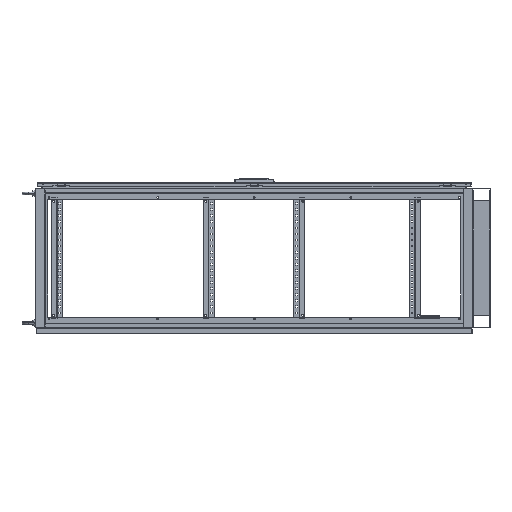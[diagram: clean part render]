
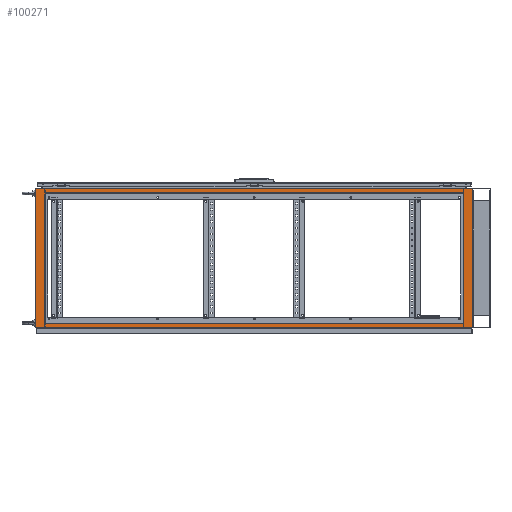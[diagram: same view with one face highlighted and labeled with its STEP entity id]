
A CAD part, left-side view. The second image highlights one B-rep face of the part: STEP entity #100271.
In plain terms, the highlighted planar face has unit normal (-1, 0, 0).
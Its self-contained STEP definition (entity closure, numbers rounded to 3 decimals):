
#4200 = CARTESIAN_POINT ( 'NONE',  ( -400., 40., 267.5 ) ) ;
#4679 = DIRECTION ( 'NONE',  ( 0., 0., 1. ) ) ;
#6813 = CARTESIAN_POINT ( 'NONE',  ( -400., 1761., -267.5 ) ) ;
#12562 = CARTESIAN_POINT ( 'NONE',  ( -400., 1801., 286.5 ) ) ;
#13373 = VECTOR ( 'NONE', #19301, 1000. ) ;
#13753 = DIRECTION ( 'NONE',  ( 0., -1., 0. ) ) ;
#15353 = EDGE_CURVE ( 'NONE', #25119, #133479, #41915, .T. ) ;
#19301 = DIRECTION ( 'NONE',  ( 0., 0., 1. ) ) ;
#19418 = VERTEX_POINT ( 'NONE', #38207 ) ;
#20284 = VECTOR ( 'NONE', #29602, 1000. ) ;
#23581 = EDGE_CURVE ( 'NONE', #87865, #49137, #58263, .T. ) ;
#23961 = CARTESIAN_POINT ( 'NONE',  ( -400., 0., 286.5 ) ) ;
#24760 = ORIENTED_EDGE ( 'NONE', *, *, #100495, .F. ) ;
#25119 = VERTEX_POINT ( 'NONE', #34849 ) ;
#25175 = ORIENTED_EDGE ( 'NONE', *, *, #57606, .T. ) ;
#27448 = VECTOR ( 'NONE', #13753, 1000. ) ;
#29602 = DIRECTION ( 'NONE',  ( 0., 0., -1. ) ) ;
#30583 = VECTOR ( 'NONE', #37362, 1000. ) ;
#30912 = DIRECTION ( 'NONE',  ( 0., -1., 0. ) ) ;
#34849 = CARTESIAN_POINT ( 'NONE',  ( -400., 1801., -286.5 ) ) ;
#36300 = VERTEX_POINT ( 'NONE', #103634 ) ;
#36307 = DIRECTION ( 'NONE',  ( 0., -1., 0. ) ) ;
#36760 = ORIENTED_EDGE ( 'NONE', *, *, #123237, .T. ) ;
#37362 = DIRECTION ( 'NONE',  ( 0., 0., 1. ) ) ;
#38207 = CARTESIAN_POINT ( 'NONE',  ( -400., 0., -286.5 ) ) ;
#39401 = VECTOR ( 'NONE', #30912, 1000. ) ;
#40157 = DIRECTION ( 'NONE',  ( 0., 0., -1. ) ) ;
#41915 = LINE ( 'NONE', #63353, #97175 ) ;
#44634 = CARTESIAN_POINT ( 'NONE',  ( -400., 1761., -267.5 ) ) ;
#45429 = FACE_BOUND ( 'NONE', #121134, .T. ) ;
#49137 = VERTEX_POINT ( 'NONE', #70298 ) ;
#50211 = CARTESIAN_POINT ( 'NONE',  ( -400., 0., -286.5 ) ) ;
#54681 = EDGE_LOOP ( 'NONE', ( #60154, #87266, #98804, #130761 ) ) ;
#54964 = CARTESIAN_POINT ( 'NONE',  ( -400., 1.5, -286.5 ) ) ;
#57327 = LINE ( 'NONE', #98551, #111983 ) ;
#57606 = EDGE_CURVE ( 'NONE', #49137, #118102, #115698, .T. ) ;
#58263 = LINE ( 'NONE', #78694, #30583 ) ;
#58377 = LINE ( 'NONE', #44634, #27448 ) ;
#60154 = ORIENTED_EDGE ( 'NONE', *, *, #98142, .T. ) ;
#61565 = PLANE ( 'NONE',  #85542 ) ;
#62410 = LINE ( 'NONE', #54964, #83438 ) ;
#63353 = CARTESIAN_POINT ( 'NONE',  ( -400., 1801., -286.5 ) ) ;
#70298 = CARTESIAN_POINT ( 'NONE',  ( -400., 1761., 267.5 ) ) ;
#70993 = CARTESIAN_POINT ( 'NONE',  ( -400., 40., -286.5 ) ) ;
#71136 = CARTESIAN_POINT ( 'NONE',  ( -400., 1.5, -286.5 ) ) ;
#71438 = FACE_OUTER_BOUND ( 'NONE', #54681, .T. ) ;
#73658 = EDGE_CURVE ( 'NONE', #19418, #104447, #81647, .T. ) ;
#74115 = DIRECTION ( 'NONE',  ( 0., -1., 0. ) ) ;
#75737 = ORIENTED_EDGE ( 'NONE', *, *, #23581, .T. ) ;
#78694 = CARTESIAN_POINT ( 'NONE',  ( -400., 1761., -286.5 ) ) ;
#81647 = LINE ( 'NONE', #50211, #13373 ) ;
#82661 = CARTESIAN_POINT ( 'NONE',  ( -400., 1761., 267.5 ) ) ;
#83438 = VECTOR ( 'NONE', #74115, 1000. ) ;
#85542 = AXIS2_PLACEMENT_3D ( 'NONE', #71136, #113228, #40157 ) ;
#87266 = ORIENTED_EDGE ( 'NONE', *, *, #73658, .T. ) ;
#87865 = VERTEX_POINT ( 'NONE', #6813 ) ;
#97175 = VECTOR ( 'NONE', #4679, 1000. ) ;
#98142 = EDGE_CURVE ( 'NONE', #25119, #19418, #62410, .T. ) ;
#98551 = CARTESIAN_POINT ( 'NONE',  ( -400., 1.5, 286.5 ) ) ;
#98804 = ORIENTED_EDGE ( 'NONE', *, *, #102256, .F. ) ;
#100271 = ADVANCED_FACE ( 'NONE', ( #45429, #71438 ), #61565, .F. ) ;
#100495 = EDGE_CURVE ( 'NONE', #87865, #36300, #58377, .T. ) ;
#102256 = EDGE_CURVE ( 'NONE', #133479, #104447, #57327, .T. ) ;
#103634 = CARTESIAN_POINT ( 'NONE',  ( -400., 40., -267.5 ) ) ;
#104447 = VERTEX_POINT ( 'NONE', #23961 ) ;
#111983 = VECTOR ( 'NONE', #36307, 1000. ) ;
#113228 = DIRECTION ( 'NONE',  ( 1., 0., 0. ) ) ;
#115698 = LINE ( 'NONE', #82661, #39401 ) ;
#118102 = VERTEX_POINT ( 'NONE', #4200 ) ;
#121134 = EDGE_LOOP ( 'NONE', ( #24760, #75737, #25175, #36760 ) ) ;
#123237 = EDGE_CURVE ( 'NONE', #118102, #36300, #128988, .T. ) ;
#128988 = LINE ( 'NONE', #70993, #20284 ) ;
#130761 = ORIENTED_EDGE ( 'NONE', *, *, #15353, .F. ) ;
#133479 = VERTEX_POINT ( 'NONE', #12562 ) ;
